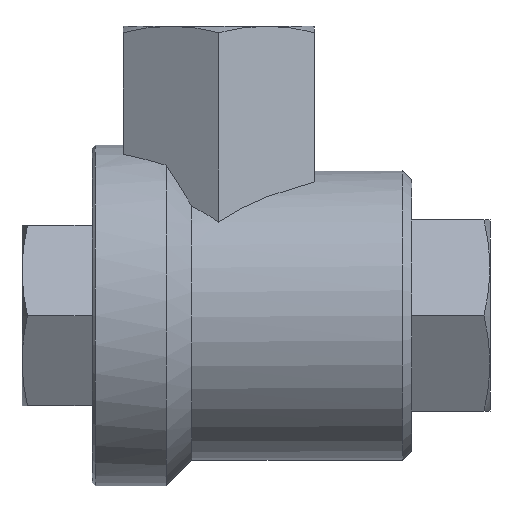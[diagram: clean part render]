
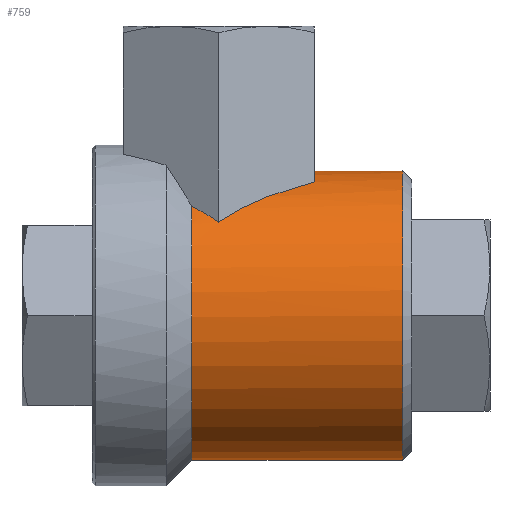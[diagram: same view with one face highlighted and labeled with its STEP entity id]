
A CAD part, left-side view. The second image highlights one B-rep face of the part: STEP entity #759.
In plain terms, the highlighted cylindrical face has radius 24 mm (diameter 48 mm), a full revolution.
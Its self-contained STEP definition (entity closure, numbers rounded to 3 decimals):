
#150=ELLIPSE('',#838,48.,24.);
#151=ELLIPSE('',#839,48.,24.);
#152=ELLIPSE('',#840,48.,24.);
#153=ELLIPSE('',#841,48.,24.);
#155=CYLINDRICAL_SURFACE('',#836,24.);
#170=ORIENTED_EDGE('',*,*,#386,.F.);
#171=ORIENTED_EDGE('',*,*,#387,.T.);
#172=ORIENTED_EDGE('',*,*,#388,.T.);
#173=ORIENTED_EDGE('',*,*,#384,.T.);
#174=ORIENTED_EDGE('',*,*,#389,.T.);
#175=ORIENTED_EDGE('',*,*,#390,.T.);
#176=ORIENTED_EDGE('',*,*,#391,.T.);
#384=EDGE_CURVE('',#493,#492,#561,.T.);
#386=EDGE_CURVE('',#494,#494,#562,.T.);
#387=EDGE_CURVE('',#495,#496,#150,.T.);
#388=EDGE_CURVE('',#496,#493,#151,.T.);
#389=EDGE_CURVE('',#492,#497,#152,.T.);
#390=EDGE_CURVE('',#497,#498,#153,.T.);
#391=EDGE_CURVE('',#498,#495,#563,.T.);
#492=VERTEX_POINT('',#1169);
#493=VERTEX_POINT('',#1171);
#494=VERTEX_POINT('',#1178);
#495=VERTEX_POINT('',#1180);
#496=VERTEX_POINT('',#1181);
#497=VERTEX_POINT('',#1184);
#498=VERTEX_POINT('',#1186);
#561=CIRCLE('',#835,24.);
#562=CIRCLE('',#837,24.);
#563=CIRCLE('',#842,24.);
#597=EDGE_LOOP('',(#170));
#598=EDGE_LOOP('',(#171,#172,#173,#174,#175,#176));
#667=FACE_BOUND('',#597,.T.);
#668=FACE_BOUND('',#598,.T.);
#759=ADVANCED_FACE('',(#667,#668),#155,.T.);
#835=AXIS2_PLACEMENT_3D('',#1170,#943,#944);
#836=AXIS2_PLACEMENT_3D('',#1176,#945,#946);
#837=AXIS2_PLACEMENT_3D('',#1177,#947,#948);
#838=AXIS2_PLACEMENT_3D('',#1179,#949,#950);
#839=AXIS2_PLACEMENT_3D('',#1182,#951,#952);
#840=AXIS2_PLACEMENT_3D('',#1183,#953,#954);
#841=AXIS2_PLACEMENT_3D('',#1185,#955,#956);
#842=AXIS2_PLACEMENT_3D('',#1187,#957,#958);
#943=DIRECTION('',(0.,-1.,0.));
#944=DIRECTION('',(0.,0.,-1.));
#945=DIRECTION('',(0.,-1.,0.));
#946=DIRECTION('',(0.,0.,-1.));
#947=DIRECTION('',(0.,-1.,0.));
#948=DIRECTION('',(0.,0.,-1.));
#949=DIRECTION('',(-0.866,-0.5,0.));
#950=DIRECTION('',(0.5,-0.866,0.));
#951=DIRECTION('',(-0.866,0.5,0.));
#952=DIRECTION('',(-0.5,-0.866,0.));
#953=DIRECTION('',(0.866,0.5,0.));
#954=DIRECTION('',(0.5,-0.866,0.));
#955=DIRECTION('',(0.866,-0.5,0.));
#956=DIRECTION('',(-0.5,-0.866,0.));
#957=DIRECTION('',(0.,-1.,0.));
#958=DIRECTION('',(0.,0.,-1.));
#1169=CARTESIAN_POINT('',(15.733,4.5,18.124));
#1170=CARTESIAN_POINT('',(0.,4.5,0.));
#1171=CARTESIAN_POINT('',(-15.733,4.5,18.124));
#1176=CARTESIAN_POINT('',(0.,-45.,0.));
#1177=CARTESIAN_POINT('',(0.,-30.5,0.));
#1178=CARTESIAN_POINT('',(0.,-30.5,-24.));
#1179=CARTESIAN_POINT('',(0.,-31.75,0.));
#1180=CARTESIAN_POINT('',(-9.165,-15.875,22.181));
#1181=CARTESIAN_POINT('',(-18.331,0.,15.491));
#1182=CARTESIAN_POINT('',(0.,31.75,0.));
#1183=CARTESIAN_POINT('',(0.,31.75,0.));
#1184=CARTESIAN_POINT('',(18.331,0.,15.491));
#1185=CARTESIAN_POINT('',(0.,-31.75,0.));
#1186=CARTESIAN_POINT('',(9.165,-15.875,22.181));
#1187=CARTESIAN_POINT('',(0.,-15.875,0.));
